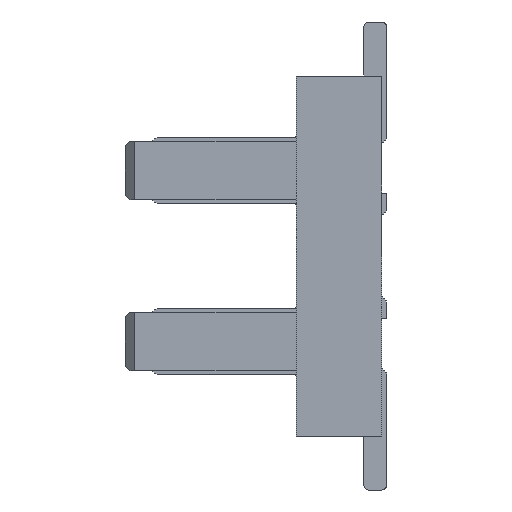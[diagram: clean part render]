
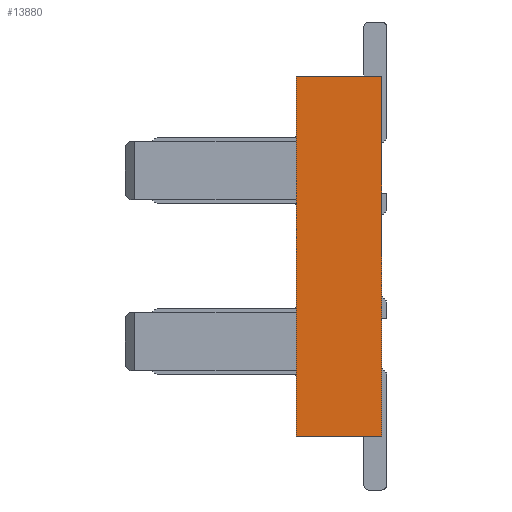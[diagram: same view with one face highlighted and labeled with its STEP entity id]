
A CAD part, left-side view. The second image highlights one B-rep face of the part: STEP entity #13880.
In plain terms, the highlighted planar face has unit normal (-1, 0, 0).
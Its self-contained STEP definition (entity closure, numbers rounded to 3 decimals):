
#331 = CARTESIAN_POINT ( 'NONE',  ( -11.35, 0., 2. ) ) ;
#573 = PLANE ( 'NONE',  #22847 ) ;
#1302 = DIRECTION ( 'NONE',  ( 0., -1., 0. ) ) ;
#2170 = EDGE_CURVE ( 'NONE', #10640, #8714, #16194, .T. ) ;
#2303 = DIRECTION ( 'NONE',  ( 0., 0., -1. ) ) ;
#6034 = VECTOR ( 'NONE', #19936, 1000. ) ;
#6129 = CARTESIAN_POINT ( 'NONE',  ( -11.35, 0.95, 2. ) ) ;
#6280 = DIRECTION ( 'NONE',  ( 1., 0., 0. ) ) ;
#6975 = DIRECTION ( 'NONE',  ( 0., 0., 1. ) ) ;
#8015 = CARTESIAN_POINT ( 'NONE',  ( -11.35, 0., -2. ) ) ;
#8714 = VERTEX_POINT ( 'NONE', #6129 ) ;
#9986 = CARTESIAN_POINT ( 'NONE',  ( -11.35, 0., -2. ) ) ;
#10640 = VERTEX_POINT ( 'NONE', #20212 ) ;
#10759 = ORIENTED_EDGE ( 'NONE', *, *, #2170, .F. ) ;
#11935 = VERTEX_POINT ( 'NONE', #17362 ) ;
#11963 = EDGE_LOOP ( 'NONE', ( #20328, #10759, #19651, #27595 ) ) ;
#12025 = VECTOR ( 'NONE', #2303, 1000. ) ;
#12163 = VECTOR ( 'NONE', #1302, 1000. ) ;
#12491 = LINE ( 'NONE', #17193, #12163 ) ;
#13880 = ADVANCED_FACE ( 'NONE', ( #20021 ), #573, .F. ) ;
#14218 = EDGE_CURVE ( 'NONE', #8714, #11935, #12491, .T. ) ;
#14347 = CARTESIAN_POINT ( 'NONE',  ( -11.35, 0.95, -2. ) ) ;
#15499 = DIRECTION ( 'NONE',  ( 0., 1., 0. ) ) ;
#16194 = LINE ( 'NONE', #14347, #21886 ) ;
#17193 = CARTESIAN_POINT ( 'NONE',  ( -11.35, 0.95, 2. ) ) ;
#17362 = CARTESIAN_POINT ( 'NONE',  ( -11.35, 0., 2. ) ) ;
#19651 = ORIENTED_EDGE ( 'NONE', *, *, #23703, .F. ) ;
#19936 = DIRECTION ( 'NONE',  ( 0., 1., 0. ) ) ;
#20021 = FACE_OUTER_BOUND ( 'NONE', #11963, .T. ) ;
#20212 = CARTESIAN_POINT ( 'NONE',  ( -11.35, 0.95, -2. ) ) ;
#20328 = ORIENTED_EDGE ( 'NONE', *, *, #14218, .F. ) ;
#21025 = LINE ( 'NONE', #331, #12025 ) ;
#21886 = VECTOR ( 'NONE', #6975, 1000. ) ;
#22046 = LINE ( 'NONE', #8015, #6034 ) ;
#22847 = AXIS2_PLACEMENT_3D ( 'NONE', #26973, #6280, #15499 ) ;
#23703 = EDGE_CURVE ( 'NONE', #24323, #10640, #22046, .T. ) ;
#24323 = VERTEX_POINT ( 'NONE', #9986 ) ;
#26035 = EDGE_CURVE ( 'NONE', #11935, #24323, #21025, .T. ) ;
#26973 = CARTESIAN_POINT ( 'NONE',  ( -11.35, 0.475, 0. ) ) ;
#27595 = ORIENTED_EDGE ( 'NONE', *, *, #26035, .F. ) ;
